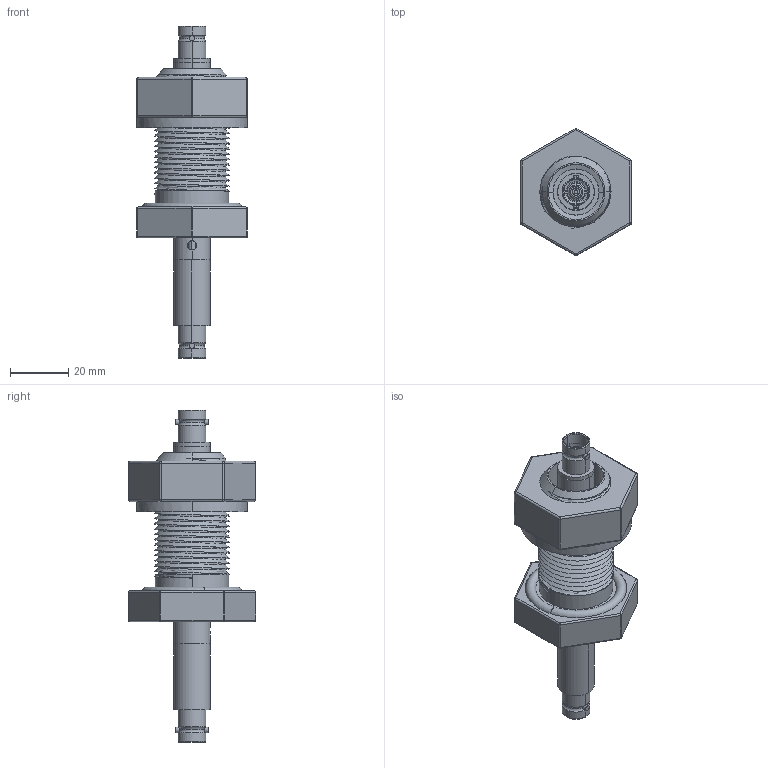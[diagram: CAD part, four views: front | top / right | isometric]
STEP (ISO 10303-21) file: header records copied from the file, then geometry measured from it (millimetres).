
FILE_DESCRIPTION (( 'STEP AP203' ), '1' );
FILE_NAME ('A0484-1-BP.STEP', '2012-04-03T12:58:37', ( '' ), ( '' ), 'SwSTEP 2.0', 'SolidWorks 2011', '' );
FILE_SCHEMA (( 'CONFIG_CONTROL_DESIGN' ));
Length unit declared in the file: inch
Products named in the file (1): A0484-1-BP
Bounding box: 38.1 x 43.84 x 114.25 mm (x, y, z)
Volume: 39456.7 mm3; surface area: 30664.4 mm2
Topology: 1 solids, 1 shells, 470 faces, 1092 edges, 654 vertices
Faces by surface type: cylinder 215, cone 104, plane 87, torus 38, sphere 24, bspline 2
Entity records: 20203 total; most frequent: CARTESIAN_POINT 9683, DIRECTION 2265, ORIENTED_EDGE 2152, EDGE_CURVE 1076, AXIS2_PLACEMENT_3D 945, VERTEX_POINT 646, EDGE_LOOP 512, CIRCLE 476
